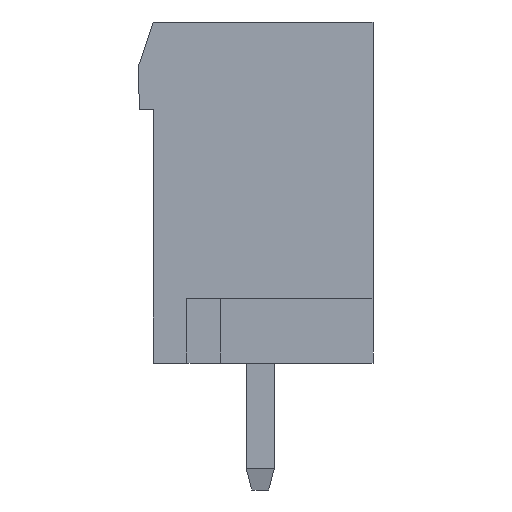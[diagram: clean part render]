
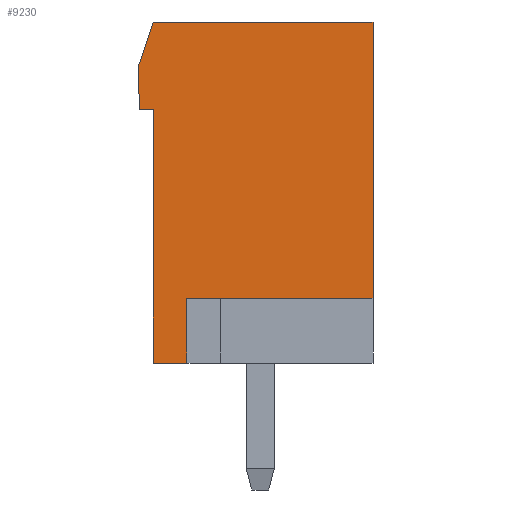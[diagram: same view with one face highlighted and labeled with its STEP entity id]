
A CAD part, left-side view. The second image highlights one B-rep face of the part: STEP entity #9230.
In plain terms, the highlighted planar face has unit normal (-1, 0, 0).
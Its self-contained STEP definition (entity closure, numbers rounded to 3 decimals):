
#659=FACE_OUTER_BOUND('',#1210,.T.);
#1210=EDGE_LOOP('',(#7893,#7894,#7895,#7896,#7897,#7898,#7899,#7900,#7901));
#1487=LINE('',#12580,#2633);
#1905=LINE('',#13438,#3051);
#1928=LINE('',#13483,#3074);
#2213=LINE('',#14088,#3359);
#2225=LINE('',#14112,#3371);
#2316=LINE('',#14484,#3462);
#2319=LINE('',#14489,#3465);
#2343=LINE('',#14519,#3489);
#2345=LINE('',#14523,#3491);
#2633=VECTOR('',#10254,9.);
#3051=VECTOR('',#11032,1.581);
#3074=VECTOR('',#11089,7.8);
#3359=VECTOR('',#11568,6.6);
#3371=VECTOR('',#11600,2.3);
#3462=VECTOR('',#11937,0.5);
#3465=VECTOR('',#11942,1.6);
#3489=VECTOR('',#11976,1.2);
#3491=VECTOR('',#11982,9.8);
#3695=VERTEX_POINT('',#12577);
#3696=VERTEX_POINT('',#12579);
#3955=VERTEX_POINT('',#13435);
#3956=VERTEX_POINT('',#13437);
#3961=VERTEX_POINT('',#13482);
#4183=VERTEX_POINT('',#14085);
#4184=VERTEX_POINT('',#14087);
#4186=VERTEX_POINT('',#14111);
#4290=VERTEX_POINT('',#14483);
#4568=EDGE_CURVE('',#3695,#3696,#1487,.T.);
#4986=EDGE_CURVE('',#3955,#3956,#1905,.T.);
#5009=EDGE_CURVE('',#3956,#3961,#1928,.T.);
#5303=EDGE_CURVE('',#4183,#4184,#2213,.T.);
#5315=EDGE_CURVE('',#4184,#4186,#2225,.T.);
#5469=EDGE_CURVE('',#3696,#4290,#2316,.T.);
#5472=EDGE_CURVE('',#4290,#3955,#2319,.T.);
#5496=EDGE_CURVE('',#4186,#3695,#2343,.T.);
#5498=EDGE_CURVE('',#4183,#3961,#2345,.T.);
#7893=ORIENTED_EDGE('',*,*,#4568,.F.);
#7894=ORIENTED_EDGE('',*,*,#5496,.F.);
#7895=ORIENTED_EDGE('',*,*,#5315,.F.);
#7896=ORIENTED_EDGE('',*,*,#5303,.F.);
#7897=ORIENTED_EDGE('',*,*,#5498,.T.);
#7898=ORIENTED_EDGE('',*,*,#5009,.F.);
#7899=ORIENTED_EDGE('',*,*,#4986,.F.);
#7900=ORIENTED_EDGE('',*,*,#5472,.F.);
#7901=ORIENTED_EDGE('',*,*,#5469,.F.);
#8405=PLANE('',#9781);
#9230=ADVANCED_FACE('',(#659),#8405,.T.);
#9781=AXIS2_PLACEMENT_3D('',#14524,#11983,#11984);
#10254=DIRECTION('',(0.,0.,1.));
#11032=DIRECTION('',(0.,-0.316,0.949));
#11089=DIRECTION('',(0.,-1.,0.));
#11568=DIRECTION('',(0.,1.,0.));
#11600=DIRECTION('',(0.,0.,-1.));
#11937=DIRECTION('',(0.,1.,0.));
#11942=DIRECTION('',(0.,0.,1.));
#11976=DIRECTION('',(0.,1.,0.));
#11982=DIRECTION('',(0.,0.,1.));
#11983=DIRECTION('center_axis',(-1.,0.,0.));
#11984=DIRECTION('ref_axis',(0.,-1.,0.));
#12577=CARTESIAN_POINT('',(-23.46,3.8,0.));
#12579=CARTESIAN_POINT('',(-23.46,3.8,9.));
#12580=CARTESIAN_POINT('',(-23.46,3.8,2.3));
#13435=CARTESIAN_POINT('',(-23.46,4.3,10.6));
#13437=CARTESIAN_POINT('',(-23.46,3.8,12.1));
#13438=CARTESIAN_POINT('',(-23.46,4.458,10.128));
#13482=CARTESIAN_POINT('',(-23.46,-4.,12.1));
#13483=CARTESIAN_POINT('',(-23.46,3.8,12.1));
#14085=CARTESIAN_POINT('',(-23.46,-4.,2.3));
#14087=CARTESIAN_POINT('',(-23.46,2.6,2.3));
#14088=CARTESIAN_POINT('',(-23.46,-4.,2.3));
#14111=CARTESIAN_POINT('',(-23.46,2.6,0.));
#14112=CARTESIAN_POINT('',(-23.46,2.6,2.3));
#14483=CARTESIAN_POINT('',(-23.46,4.3,9.));
#14484=CARTESIAN_POINT('',(-23.46,3.875,9.));
#14489=CARTESIAN_POINT('',(-23.46,4.3,9.1));
#14519=CARTESIAN_POINT('',(-23.46,2.6,0.));
#14523=CARTESIAN_POINT('',(-23.46,-4.,2.3));
#14524=CARTESIAN_POINT('Origin',(-23.46,3.8,2.3));
